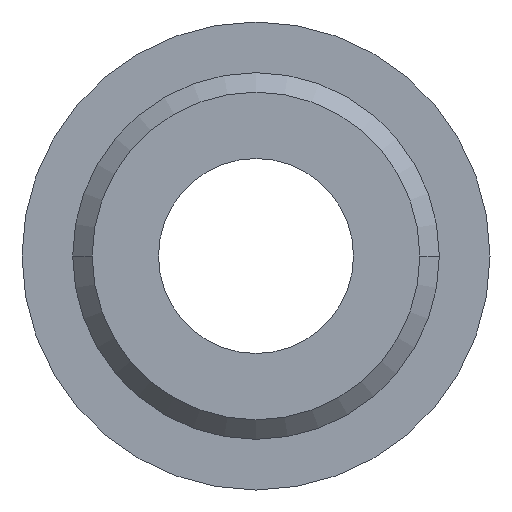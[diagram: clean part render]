
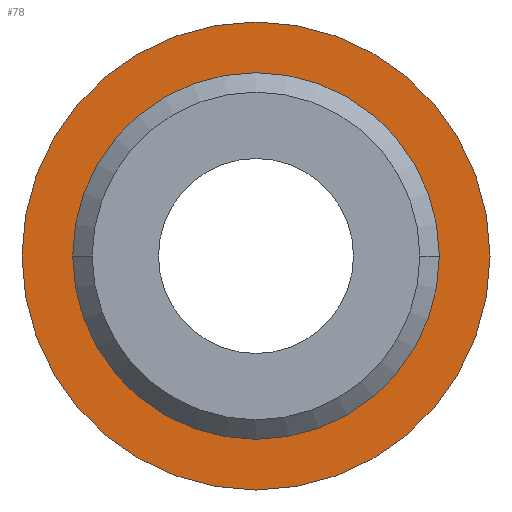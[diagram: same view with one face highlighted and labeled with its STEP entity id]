
A CAD part, front view. The second image highlights one B-rep face of the part: STEP entity #78.
In plain terms, the highlighted planar face has unit normal (0, -1, 0).
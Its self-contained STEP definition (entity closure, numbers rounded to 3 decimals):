
#78=ADVANCED_FACE('',(#197,#198),#199,.T.);
#197=FACE_OUTER_BOUND('',#364,.T.);
#198=FACE_BOUND('',#365,.T.);
#199=PLANE('',#366);
#364=EDGE_LOOP('',(#535,#536));
#365=EDGE_LOOP('',(#537,#538));
#366=AXIS2_PLACEMENT_3D('',#539,#540,#541);
#535=ORIENTED_EDGE('',*,*,#929,.T.);
#536=ORIENTED_EDGE('',*,*,#930,.T.);
#537=ORIENTED_EDGE('',*,*,#931,.F.);
#538=ORIENTED_EDGE('',*,*,#932,.F.);
#539=CARTESIAN_POINT('',(0.0,10.5,0.0));
#540=DIRECTION('',(0.0,-1.0,0.0));
#541=DIRECTION('',(-1.0,0.0,0.0));
#929=EDGE_CURVE('',#1087,#1088,#1089,.T.);
#930=EDGE_CURVE('',#1088,#1087,#1090,.T.);
#931=EDGE_CURVE('',#1091,#1092,#1093,.T.);
#932=EDGE_CURVE('',#1092,#1091,#1094,.T.);
#1087=VERTEX_POINT('',#1301);
#1088=VERTEX_POINT('',#1302);
#1089=CIRCLE('',#1303,6.0);
#1090=CIRCLE('',#1304,6.0);
#1091=VERTEX_POINT('',#1305);
#1092=VERTEX_POINT('',#1306);
#1093=CIRCLE('',#1307,4.7);
#1094=CIRCLE('',#1308,4.7);
#1301=CARTESIAN_POINT('',(6.0,10.5,0.0));
#1302=CARTESIAN_POINT('',(-6.0,10.5,0.));
#1303=AXIS2_PLACEMENT_3D('',#1544,#1545,#1546);
#1304=AXIS2_PLACEMENT_3D('',#1547,#1548,#1549);
#1305=CARTESIAN_POINT('',(-4.7,10.5,0.));
#1306=CARTESIAN_POINT('',(4.7,10.5,0.));
#1307=AXIS2_PLACEMENT_3D('',#1550,#1551,#1552);
#1308=AXIS2_PLACEMENT_3D('',#1553,#1554,#1555);
#1544=CARTESIAN_POINT('',(0.0,10.5,0.0));
#1545=DIRECTION('',(0.0,-1.0,0.0));
#1546=DIRECTION('',(1.0,0.0,0.0));
#1547=CARTESIAN_POINT('',(0.0,10.5,0.0));
#1548=DIRECTION('',(0.0,-1.0,0.0));
#1549=DIRECTION('',(1.0,0.0,0.0));
#1550=CARTESIAN_POINT('',(0.0,10.5,0.0));
#1551=DIRECTION('',(0.0,-1.0,0.0));
#1552=DIRECTION('',(1.0,0.0,0.0));
#1553=CARTESIAN_POINT('',(0.0,10.5,0.0));
#1554=DIRECTION('',(0.0,-1.0,0.0));
#1555=DIRECTION('',(1.0,0.0,0.0));
